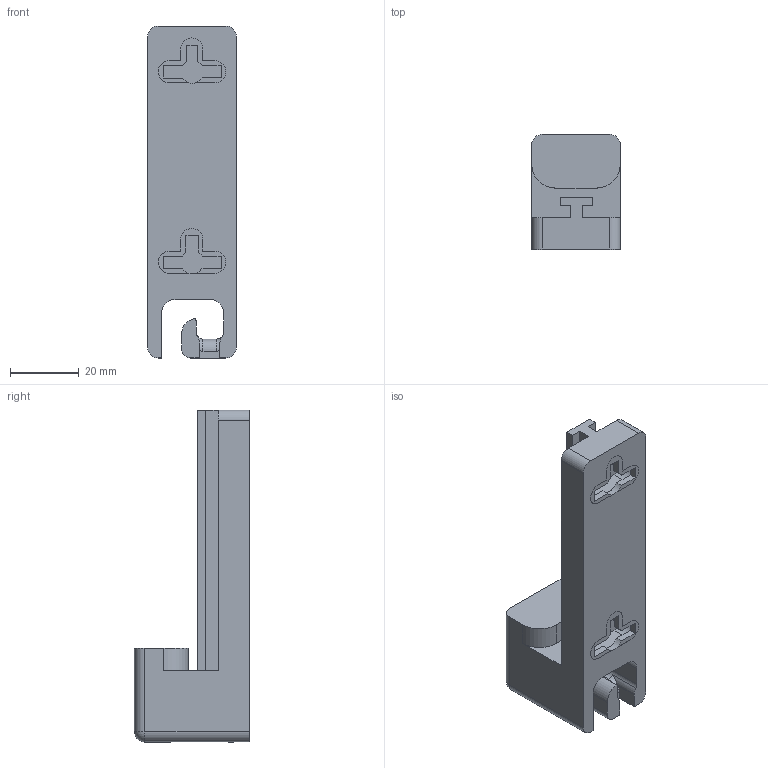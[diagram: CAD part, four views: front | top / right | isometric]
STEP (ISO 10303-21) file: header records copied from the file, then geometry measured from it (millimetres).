
FILE_DESCRIPTION(/* description */ (''),/* implementation_level */ '2;1');
FILE_NAME(/* name */ 'wall stand.step',/* time_stamp */ '2021-07-28T17:58:09+02:00',/* author */ (''),/* organization */ (''),/* preprocessor_version */ 'ST-DEVELOPER v18.1',/* originating_system */ 'Autodesk Translation Framework v10.9.0.1377',/* authorisation */ '');
FILE_SCHEMA (('AUTOMOTIVE_DESIGN { 1 0 10303 214 3 1 1 }'));
Length unit declared in the file: millimetre
Products named in the file (2): wall stand; 0
Assembly tree (1 placements, depth 2):
  wall stand
    0
Bounding box: 25.71 x 33.41 x 96.4 mm (x, y, z)
Volume: 30986.7 mm3; surface area: 14239.8 mm2
Topology: 1 solids, 1 shells, 118 faces, 325 edges, 210 vertices
Faces by surface type: plane 75, cylinder 37, torus 2, sphere 2, bspline 2
Entity records: 3946 total; most frequent: CARTESIAN_POINT 848, ORIENTED_EDGE 644, DIRECTION 632, EDGE_CURVE 322, LINE 234, VECTOR 234, VERTEX_POINT 210, AXIS2_PLACEMENT_3D 199
